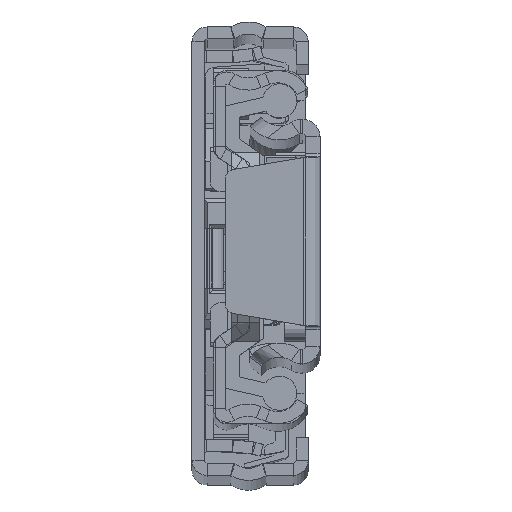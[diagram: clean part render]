
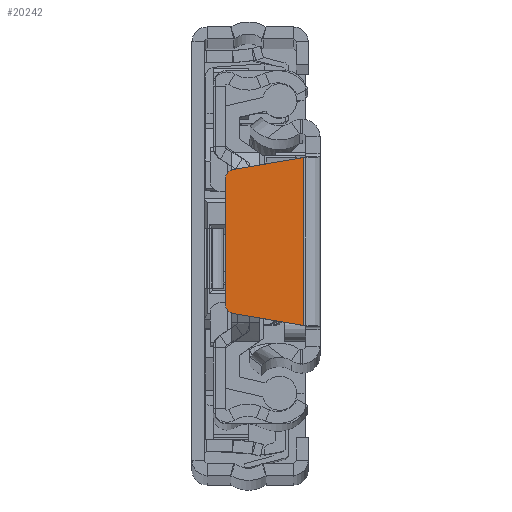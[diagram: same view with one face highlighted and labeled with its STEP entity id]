
A CAD part, top view. The second image highlights one B-rep face of the part: STEP entity #20242.
In plain terms, the highlighted planar face has unit normal (0, 0, 1).
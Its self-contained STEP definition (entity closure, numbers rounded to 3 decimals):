
#1008 = VERTEX_POINT ( 'NONE', #1561 ) ;
#1047 = VERTEX_POINT ( 'NONE', #21165 ) ;
#1209 = DIRECTION ( 'NONE',  ( -1., 0., 0. ) ) ;
#1369 = CARTESIAN_POINT ( 'NONE',  ( -9.4, 6.156, 0. ) ) ;
#1561 = CARTESIAN_POINT ( 'NONE',  ( -9.4, -6.156, 0. ) ) ;
#2725 = VERTEX_POINT ( 'NONE', #28557 ) ;
#3174 = ORIENTED_EDGE ( 'NONE', *, *, #21452, .F. ) ;
#3870 = LINE ( 'NONE', #11112, #13249 ) ;
#4136 = DIRECTION ( 'NONE',  ( 0., 0., -1. ) ) ;
#5527 = CARTESIAN_POINT ( 'NONE',  ( -8.568, -7.142, 0. ) ) ;
#5579 = ORIENTED_EDGE ( 'NONE', *, *, #31427, .F. ) ;
#6481 = CARTESIAN_POINT ( 'NONE',  ( -8.4, 6.156, 0. ) ) ;
#8858 = DIRECTION ( 'NONE',  ( 0.986, 0.168, 0. ) ) ;
#10625 = VERTEX_POINT ( 'NONE', #31403 ) ;
#10934 = VECTOR ( 'NONE', #26560, 1000. ) ;
#11112 = CARTESIAN_POINT ( 'NONE',  ( -1.5, 8.35, 0. ) ) ;
#11681 = CIRCLE ( 'NONE', #25425, 1. ) ;
#12607 = EDGE_CURVE ( 'NONE', #10625, #2725, #3870, .T. ) ;
#12859 = LINE ( 'NONE', #31273, #14185 ) ;
#13249 = VECTOR ( 'NONE', #8858, 1000. ) ;
#14010 = DIRECTION ( 'NONE',  ( 0., -1., 0. ) ) ;
#14185 = VECTOR ( 'NONE', #14010, 1000. ) ;
#14610 = EDGE_LOOP ( 'NONE', ( #5579, #33668, #3174, #18885, #22780, #15964 ) ) ;
#15964 = ORIENTED_EDGE ( 'NONE', *, *, #30031, .F. ) ;
#17056 = CARTESIAN_POINT ( 'NONE',  ( -8.4, -6.156, 0. ) ) ;
#18359 = EDGE_CURVE ( 'NONE', #20209, #1008, #11681, .T. ) ;
#18885 = ORIENTED_EDGE ( 'NONE', *, *, #21584, .F. ) ;
#19893 = CIRCLE ( 'NONE', #26498, 1. ) ;
#20209 = VERTEX_POINT ( 'NONE', #26996 ) ;
#20242 = ADVANCED_FACE ( 'NONE', ( #32489 ), #29926, .F. ) ;
#21165 = CARTESIAN_POINT ( 'NONE',  ( -9.4, 6.156, 0. ) ) ;
#21452 = EDGE_CURVE ( 'NONE', #1047, #10625, #19893, .T. ) ;
#21584 = EDGE_CURVE ( 'NONE', #1008, #1047, #24629, .T. ) ;
#22780 = ORIENTED_EDGE ( 'NONE', *, *, #18359, .F. ) ;
#23402 = VERTEX_POINT ( 'NONE', #33427 ) ;
#24629 = LINE ( 'NONE', #1369, #29794 ) ;
#25425 = AXIS2_PLACEMENT_3D ( 'NONE', #17056, #4136, #1209 ) ;
#26283 = AXIS2_PLACEMENT_3D ( 'NONE', #6481, #30089, #30769 ) ;
#26498 = AXIS2_PLACEMENT_3D ( 'NONE', #26877, #28946, #31861 ) ;
#26560 = DIRECTION ( 'NONE',  ( -0.986, 0.168, 0. ) ) ;
#26877 = CARTESIAN_POINT ( 'NONE',  ( -8.4, 6.156, 0. ) ) ;
#26996 = CARTESIAN_POINT ( 'NONE',  ( -8.568, -7.142, 0. ) ) ;
#27378 = DIRECTION ( 'NONE',  ( 0., 1., 0. ) ) ;
#28557 = CARTESIAN_POINT ( 'NONE',  ( -1.6, 8.333, 0. ) ) ;
#28946 = DIRECTION ( 'NONE',  ( 0., 0., -1. ) ) ;
#29642 = LINE ( 'NONE', #5527, #10934 ) ;
#29794 = VECTOR ( 'NONE', #27378, 1000. ) ;
#29926 = PLANE ( 'NONE',  #26283 ) ;
#30031 = EDGE_CURVE ( 'NONE', #23402, #20209, #29642, .T. ) ;
#30089 = DIRECTION ( 'NONE',  ( 0., 0., -1. ) ) ;
#30769 = DIRECTION ( 'NONE',  ( -1., 0., 0. ) ) ;
#31273 = CARTESIAN_POINT ( 'NONE',  ( -1.6, -8.333, 0. ) ) ;
#31403 = CARTESIAN_POINT ( 'NONE',  ( -8.568, 7.142, 0. ) ) ;
#31427 = EDGE_CURVE ( 'NONE', #2725, #23402, #12859, .T. ) ;
#31861 = DIRECTION ( 'NONE',  ( -1., 0., 0. ) ) ;
#32489 = FACE_OUTER_BOUND ( 'NONE', #14610, .T. ) ;
#33427 = CARTESIAN_POINT ( 'NONE',  ( -1.6, -8.333, 0. ) ) ;
#33668 = ORIENTED_EDGE ( 'NONE', *, *, #12607, .F. ) ;
